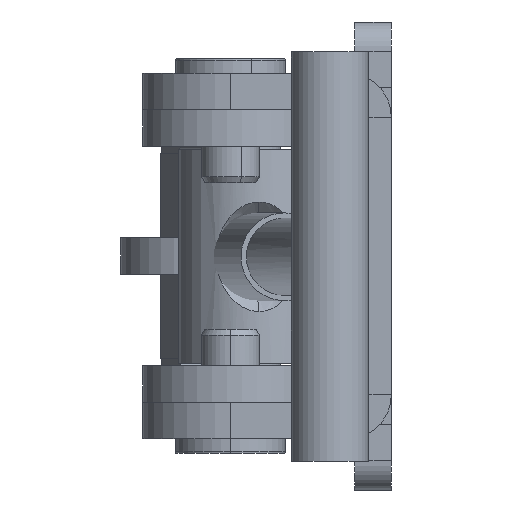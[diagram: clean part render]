
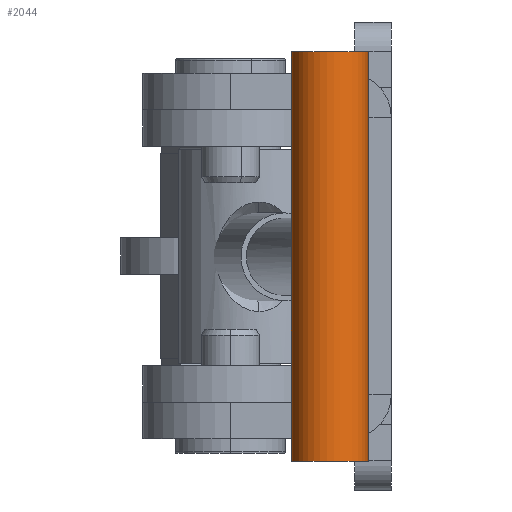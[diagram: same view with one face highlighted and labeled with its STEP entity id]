
A CAD part, left-side view. The second image highlights one B-rep face of the part: STEP entity #2044.
In plain terms, the highlighted cylindrical face has radius 2.64 mm (diameter 5.28 mm), a partial arc.
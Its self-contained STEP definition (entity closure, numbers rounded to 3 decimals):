
#38 = DIRECTION ( 'NONE',  ( 0., 0., -1. ) ) ;
#65 = DIRECTION ( 'NONE',  ( 1., 0., 0. ) ) ;
#317 = CARTESIAN_POINT ( 'NONE',  ( 2.64, 65., 14. ) ) ;
#320 = VERTEX_POINT ( 'NONE', #433 ) ;
#433 = CARTESIAN_POINT ( 'NONE',  ( -2.64, 65., -14. ) ) ;
#648 = ORIENTED_EDGE ( 'NONE', *, *, #3064, .T. ) ;
#666 = DIRECTION ( 'NONE',  ( 0., 0., 1. ) ) ;
#704 = DIRECTION ( 'NONE',  ( 0., 0., -1. ) ) ;
#745 = CARTESIAN_POINT ( 'NONE',  ( -2.64, 65., 0. ) ) ;
#1017 = AXIS2_PLACEMENT_3D ( 'NONE', #2828, #666, #3207 ) ;
#1139 = LINE ( 'NONE', #317, #3952 ) ;
#1213 = CARTESIAN_POINT ( 'NONE',  ( 2.64, 65., 14. ) ) ;
#1315 = VECTOR ( 'NONE', #3019, 1000. ) ;
#1396 = ORIENTED_EDGE ( 'NONE', *, *, #3652, .T. ) ;
#1418 = ORIENTED_EDGE ( 'NONE', *, *, #3981, .T. ) ;
#1472 = ORIENTED_EDGE ( 'NONE', *, *, #4060, .F. ) ;
#1572 = CARTESIAN_POINT ( 'NONE',  ( -2.64, 65., 14. ) ) ;
#1593 = CIRCLE ( 'NONE', #1017, 2.64 ) ;
#1641 = AXIS2_PLACEMENT_3D ( 'NONE', #4431, #2242, #65 ) ;
#1648 = CARTESIAN_POINT ( 'NONE',  ( 0., 65., 14. ) ) ;
#1775 = VECTOR ( 'NONE', #704, 1000. ) ;
#1888 = FACE_OUTER_BOUND ( 'NONE', #3360, .T. ) ;
#1982 = LINE ( 'NONE', #2214, #3949 ) ;
#2006 = DIRECTION ( 'NONE',  ( 0., 0., -1. ) ) ;
#2044 = ADVANCED_FACE ( 'NONE', ( #1888 ), #3722, .T. ) ;
#2140 = CARTESIAN_POINT ( 'NONE',  ( -2.64, 65., 14. ) ) ;
#2214 = CARTESIAN_POINT ( 'NONE',  ( 2.64, 65., 14. ) ) ;
#2242 = DIRECTION ( 'NONE',  ( 0., 0., 1. ) ) ;
#2551 = CARTESIAN_POINT ( 'NONE',  ( 2.64, 65., 0. ) ) ;
#2722 = LINE ( 'NONE', #2140, #1775 ) ;
#2828 = CARTESIAN_POINT ( 'NONE',  ( 0., 65., 14. ) ) ;
#2857 = ORIENTED_EDGE ( 'NONE', *, *, #3225, .F. ) ;
#3019 = DIRECTION ( 'NONE',  ( 0., 0., -1. ) ) ;
#3023 = AXIS2_PLACEMENT_3D ( 'NONE', #1648, #2006, #4570 ) ;
#3035 = VERTEX_POINT ( 'NONE', #745 ) ;
#3049 = VERTEX_POINT ( 'NONE', #4392 ) ;
#3057 = VERTEX_POINT ( 'NONE', #2551 ) ;
#3064 = EDGE_CURVE ( 'NONE', #4585, #3057, #1982, .T. ) ;
#3207 = DIRECTION ( 'NONE',  ( 1., 0., 0. ) ) ;
#3225 = EDGE_CURVE ( 'NONE', #3049, #3035, #3248, .T. ) ;
#3248 = LINE ( 'NONE', #1572, #1315 ) ;
#3360 = EDGE_LOOP ( 'NONE', ( #4273, #648, #1418, #1396, #1472, #2857 ) ) ;
#3415 = EDGE_CURVE ( 'NONE', #4585, #3049, #1593, .T. ) ;
#3652 = EDGE_CURVE ( 'NONE', #4593, #320, #4334, .T. ) ;
#3722 = CYLINDRICAL_SURFACE ( 'NONE', #3023, 2.64 ) ;
#3949 = VECTOR ( 'NONE', #38, 1000. ) ;
#3952 = VECTOR ( 'NONE', #4675, 1000. ) ;
#3981 = EDGE_CURVE ( 'NONE', #3057, #4593, #1139, .T. ) ;
#4060 = EDGE_CURVE ( 'NONE', #3035, #320, #2722, .T. ) ;
#4273 = ORIENTED_EDGE ( 'NONE', *, *, #3415, .F. ) ;
#4334 = CIRCLE ( 'NONE', #1641, 2.64 ) ;
#4392 = CARTESIAN_POINT ( 'NONE',  ( -2.64, 65., 14. ) ) ;
#4431 = CARTESIAN_POINT ( 'NONE',  ( 0., 65., -14. ) ) ;
#4486 = CARTESIAN_POINT ( 'NONE',  ( 2.64, 65., -14. ) ) ;
#4570 = DIRECTION ( 'NONE',  ( -1., 0., 0. ) ) ;
#4585 = VERTEX_POINT ( 'NONE', #1213 ) ;
#4593 = VERTEX_POINT ( 'NONE', #4486 ) ;
#4675 = DIRECTION ( 'NONE',  ( 0., 0., -1. ) ) ;
